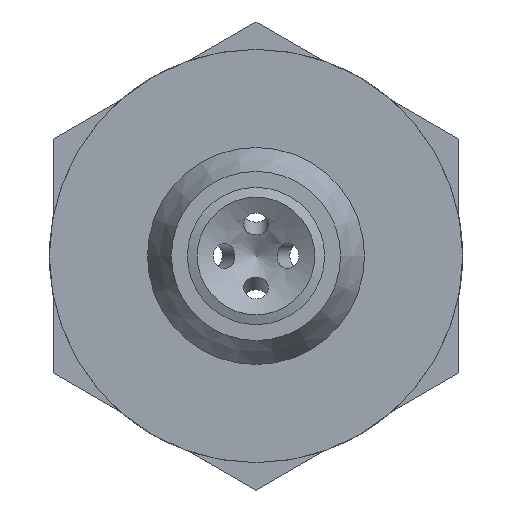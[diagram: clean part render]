
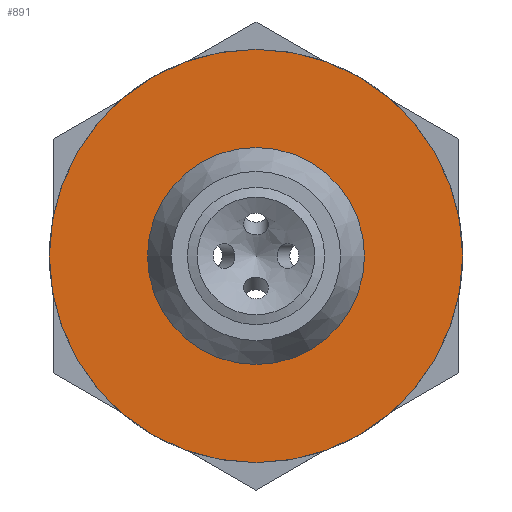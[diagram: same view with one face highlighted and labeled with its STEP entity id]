
A CAD part, front view. The second image highlights one B-rep face of the part: STEP entity #891.
In plain terms, the highlighted planar face has unit normal (0, -1, 0).
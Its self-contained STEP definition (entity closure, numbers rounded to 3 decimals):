
#79=FACE_BOUND('',#214,.T.);
#110=PLANE('',#988);
#154=FACE_OUTER_BOUND('',#213,.T.);
#213=EDGE_LOOP('',(#801));
#214=EDGE_LOOP('',(#802));
#339=CIRCLE('',#920,6.8);
#356=CIRCLE('',#958,12.95);
#371=VERTEX_POINT('',#1220);
#404=VERTEX_POINT('',#1320);
#459=EDGE_CURVE('',#371,#371,#339,.T.);
#504=EDGE_CURVE('',#404,#404,#356,.T.);
#801=ORIENTED_EDGE('',*,*,#504,.T.);
#802=ORIENTED_EDGE('',*,*,#459,.F.);
#891=ADVANCED_FACE('',(#154,#79),#110,.T.);
#920=AXIS2_PLACEMENT_3D('',#1222,#1008,#1009);
#958=AXIS2_PLACEMENT_3D('',#1321,#1112,#1113);
#988=AXIS2_PLACEMENT_3D('',#2042,#1193,#1194);
#1008=DIRECTION('center_axis',(0.,-1.,0.));
#1009=DIRECTION('ref_axis',(1.,0.,0.));
#1112=DIRECTION('center_axis',(0.,-1.,0.));
#1113=DIRECTION('ref_axis',(1.,0.,0.));
#1193=DIRECTION('center_axis',(0.,-1.,0.));
#1194=DIRECTION('ref_axis',(0.,0.,-1.));
#1220=CARTESIAN_POINT('',(-6.8,-18.4,0.));
#1222=CARTESIAN_POINT('Origin',(0.,-18.4,0.));
#1320=CARTESIAN_POINT('',(12.95,-18.4,0.));
#1321=CARTESIAN_POINT('Origin',(0.,-18.4,0.));
#2042=CARTESIAN_POINT('Origin',(9.525,-18.4,0.));
